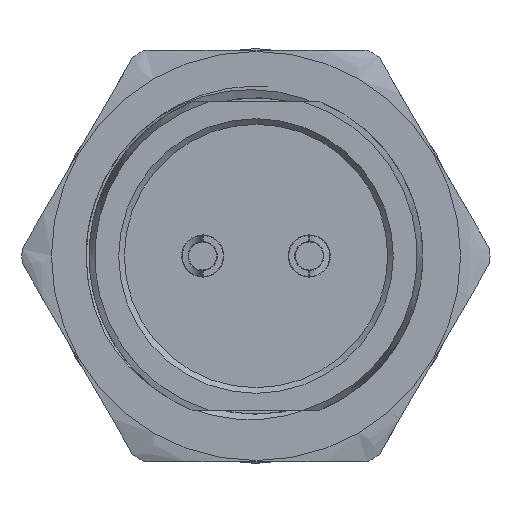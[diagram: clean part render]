
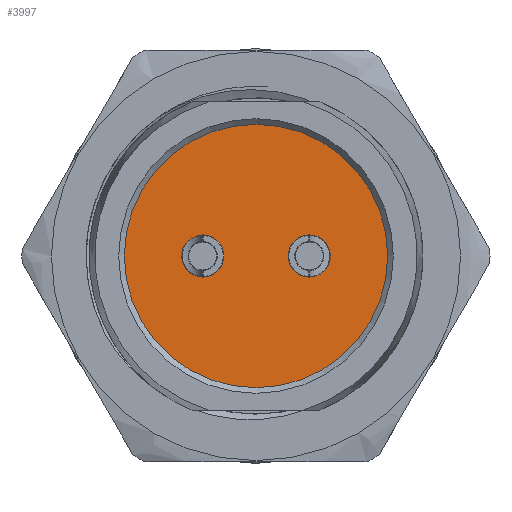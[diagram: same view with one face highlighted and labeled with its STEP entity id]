
A CAD part, front view. The second image highlights one B-rep face of the part: STEP entity #3997.
In plain terms, the highlighted planar face has unit normal (0, -1, 0).
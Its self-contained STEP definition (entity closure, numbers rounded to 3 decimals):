
#179=PLANE('',#4252);
#384=FACE_OUTER_BOUND('',#621,.T.);
#621=EDGE_LOOP('',(#3535));
#745=CIRCLE('',#4251,4.7);
#1802=VERTEX_POINT('',#17729);
#2384=EDGE_CURVE('',#1802,#1802,#745,.T.);
#3535=ORIENTED_EDGE('',*,*,#2384,.T.);
#3997=ADVANCED_FACE('',(#384),#179,.T.);
#4251=AXIS2_PLACEMENT_3D('',#17731,#4858,#4859);
#4252=AXIS2_PLACEMENT_3D('',#17732,#4860,#4861);
#4858=DIRECTION('center_axis',(0.,-1.,0.));
#4859=DIRECTION('ref_axis',(1.,0.,0.));
#4860=DIRECTION('center_axis',(0.,-1.,0.));
#4861=DIRECTION('ref_axis',(1.,0.,0.));
#17729=CARTESIAN_POINT('',(-4.7,-9.1,0.));
#17731=CARTESIAN_POINT('Origin',(0.,-9.1,0.));
#17732=CARTESIAN_POINT('Origin',(0.,-9.1,0.));
